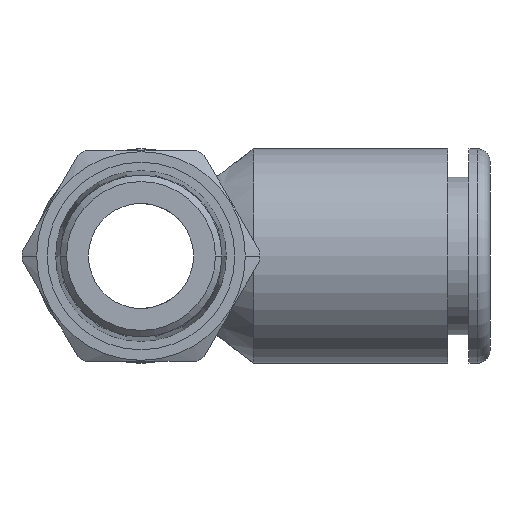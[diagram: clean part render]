
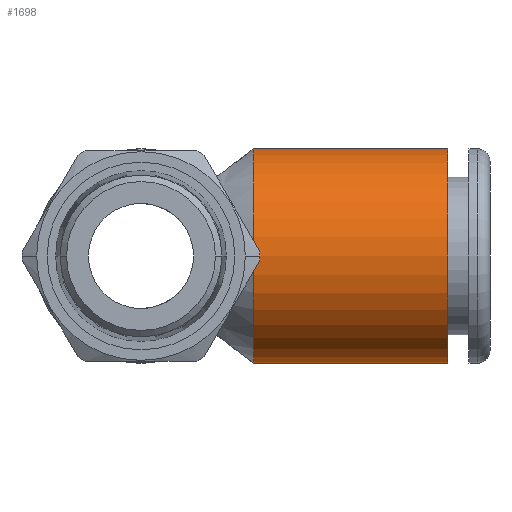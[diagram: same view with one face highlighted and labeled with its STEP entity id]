
A CAD part, front view. The second image highlights one B-rep face of the part: STEP entity #1698.
In plain terms, the highlighted cylindrical face has radius 6.477 mm (diameter 12.954 mm), a partial arc.
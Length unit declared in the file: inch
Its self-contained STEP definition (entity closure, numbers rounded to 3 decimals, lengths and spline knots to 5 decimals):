
#464=CARTESIAN_POINT('',(0.268,0.,0.));
#465=DIRECTION('',(-1.,0.,0.));
#466=DIRECTION('',(0.,0.,-1.));
#467=AXIS2_PLACEMENT_3D('',#464,#465,#466);
#469=DIRECTION('',(-1.,0.,0.));
#470=VECTOR('',#469,0.462);
#471=CARTESIAN_POINT('',(0.73,0.,0.255));
#472=LINE('',#471,#470);
#473=CARTESIAN_POINT('',(0.73,0.,0.));
#474=DIRECTION('',(-1.,0.,0.));
#475=DIRECTION('',(0.,0.,-1.));
#476=AXIS2_PLACEMENT_3D('',#473,#474,#475);
#478=DIRECTION('',(-1.,0.,0.));
#479=VECTOR('',#478,0.462);
#480=CARTESIAN_POINT('',(0.73,0.,-0.255));
#481=LINE('',#480,#479);
#1135=CARTESIAN_POINT('',(0.73,0.,-0.255));
#1136=CARTESIAN_POINT('',(0.268,0.,
-0.255));
#1137=VERTEX_POINT('',#1135);
#1138=VERTEX_POINT('',#1136);
#1139=CARTESIAN_POINT('',(0.73,0.,0.255));
#1140=CARTESIAN_POINT('',(0.268,0.,
0.255));
#1141=VERTEX_POINT('',#1139);
#1142=VERTEX_POINT('',#1140);
#1684=CARTESIAN_POINT('',(-0.0415,0.,0.));
#1685=DIRECTION('',(1.,0.,0.));
#1686=DIRECTION('',(0.,0.,1.));
#1687=AXIS2_PLACEMENT_3D('',#1684,#1685,#1686);
#1688=CYLINDRICAL_SURFACE('',#1687,0.255);
#1689=ORIENTED_EDGE('',*,*,#1676,.T.);
#1691=ORIENTED_EDGE('',*,*,#1690,.F.);
#1693=ORIENTED_EDGE('',*,*,#1692,.F.);
#1695=ORIENTED_EDGE('',*,*,#1694,.T.);
#1696=EDGE_LOOP('',(#1689,#1691,#1693,#1695));
#1697=FACE_OUTER_BOUND('',#1696,.F.);
#1698=ADVANCED_FACE('',(#1697),#1688,.T.);
#468=CIRCLE('',#467,0.255);
#477=CIRCLE('',#476,0.255);
#1676=EDGE_CURVE('',#1138,#1142,#468,.T.);
#1690=EDGE_CURVE('',#1141,#1142,#472,.T.);
#1692=EDGE_CURVE('',#1137,#1141,#477,.T.);
#1694=EDGE_CURVE('',#1137,#1138,#481,.T.);
